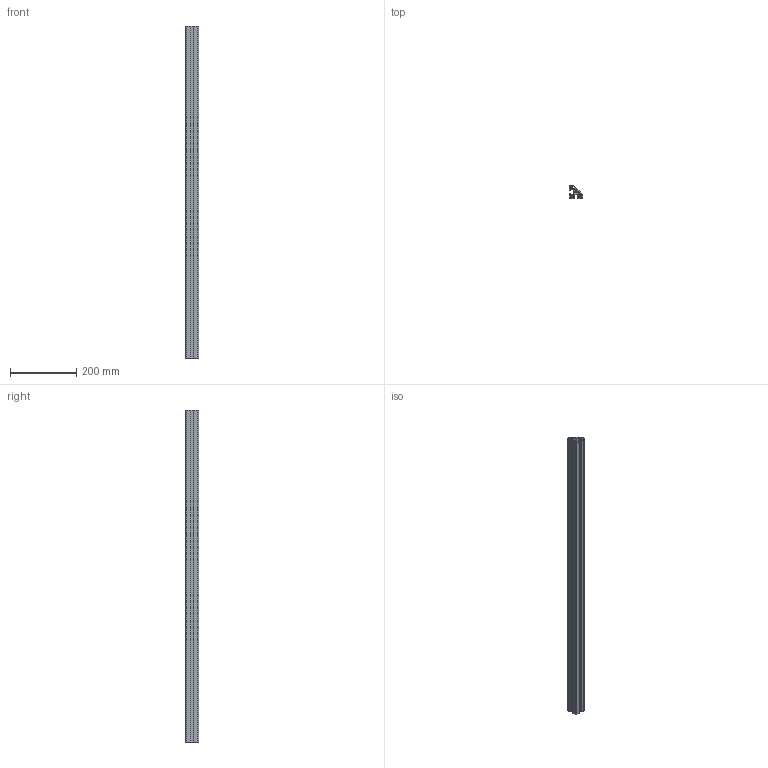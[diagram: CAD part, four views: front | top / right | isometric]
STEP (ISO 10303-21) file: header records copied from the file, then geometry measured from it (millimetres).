
FILE_DESCRIPTION(/* description */ (''),/* implementation_level */ '2;1');
FILE_NAME(/* name */ '10147_KriTec_Profil_8_40x40-45°_leicht_schwarz.stp',/* time_stamp */ '2014-08-20T12:31:48+02:00',/* author */ ('kostic'),/* organization */ (''),/* preprocessor_version */ 'ST-DEVELOPER v15.2',/* originating_system */ 'Autodesk Inventor 2014',/* authorisation */ '');
FILE_SCHEMA (('AUTOMOTIVE_DESIGN { 1 0 10303 214 3 1 1 }'));
Length unit declared in the file: millimetre
Products named in the file (1): 10147_KriTec_Profil_8_40x40-45°_leicht_schwarz
Bounding box: 40 x 40 x 1000 mm (x, y, z)
Volume: 565125.3 mm3; surface area: 393212.5 mm2
Topology: 1 solids, 1 shells, 109 faces, 321 edges, 214 vertices
Faces by surface type: plane 55, cylinder 54
Full cylindrical faces by diameter (mm): 6.8 x1
Entity records: 3711 total; most frequent: DIRECTION 648, CARTESIAN_POINT 644, ORIENTED_EDGE 640, EDGE_CURVE 320, AXIS2_PLACEMENT_3D 218, VERTEX_POINT 214, LINE 212, VECTOR 212
